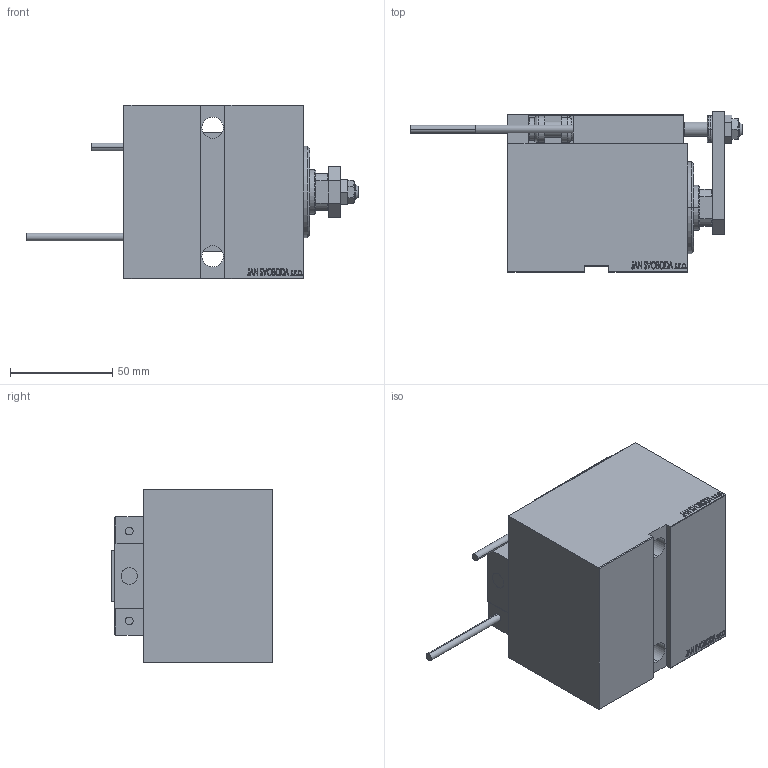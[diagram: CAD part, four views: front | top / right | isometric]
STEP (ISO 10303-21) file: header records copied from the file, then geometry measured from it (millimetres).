
FILE_DESCRIPTION (( 'STEP AP203' ), '1' );
FILE_NAME ('2445.STEP', '2021-03-19T08:29:51', ( '' ), ( '' ), 'SwSTEP 2.0', 'SolidWorks 2019', '' );
FILE_SCHEMA (( 'CONFIG_CONTROL_DESIGN' ));
Length unit declared in the file: millimetre
Products named in the file (16): V450CM_E_VCP 0676dcf9610f908d60024e6190b04a6d; ALLEN BOLT D5 0676dcf9610f908d60024e6190b04a6d; NUT_D10 0676dcf9610f908d60024e6190b04a6d; ALLEN BOLT D8 0676dcf9610f908d60024e6190b04a6d; MAGNET 0676dcf9610f908d60024e6190b04a6d; NUT_D12 0676dcf9610f908d60024e6190b04a6d; SWITCH DIM B,W 0676dcf9610f908d60024e6190b04a6d; SWITCH_X_FRONT_BACK 0676dcf9610f908d60024e6190b04a6d; Block 0676dcf9610f908d60024e6190b04a6d; SWITCH X 0676dcf9610f908d60024e6190b04a6d; 2445; KONCOVKA 0676dcf9610f908d60024e6190b04a6d; V450CM_E 0676dcf9610f908d60024e6190b04a6d; ZARAZKA 0676dcf9610f908d60024e6190b04a6d; V450CM_VC_B 0676dcf9610f908d60024e6190b04a6d; TYC_L79 0676dcf9610f908d60024e6190b04a6d
Assembly tree (25 placements, depth 3):
  2445
    V450CM_E 0676dcf9610f908d60024e6190b04a6d
    V450CM_E_VCP 0676dcf9610f908d60024e6190b04a6d
    V450CM_VC_B 0676dcf9610f908d60024e6190b04a6d
    SWITCH X 0676dcf9610f908d60024e6190b04a6d
      SWITCH_X_FRONT_BACK 0676dcf9610f908d60024e6190b04a6d  x2
      TYC_L79 0676dcf9610f908d60024e6190b04a6d
      Block 0676dcf9610f908d60024e6190b04a6d  x2
      ALLEN BOLT D5 0676dcf9610f908d60024e6190b04a6d  x4
      ALLEN BOLT D8 0676dcf9610f908d60024e6190b04a6d  x4
      MAGNET 0676dcf9610f908d60024e6190b04a6d  x2
      KONCOVKA 0676dcf9610f908d60024e6190b04a6d  x2
    SWITCH DIM B,W 0676dcf9610f908d60024e6190b04a6d
    ZARAZKA 0676dcf9610f908d60024e6190b04a6d
    NUT_D10 0676dcf9610f908d60024e6190b04a6d
    NUT_D12 0676dcf9610f908d60024e6190b04a6d
Bounding box: 162.7 x 78.5 x 85 mm (x, y, z)
Volume: 470325.6 mm3; surface area: 95795.7 mm2
Topology: 24 solids, 24 shells, 1288 faces, 3082 edges, 1970 vertices
Faces by surface type: plane 571, bspline 380, cylinder 176, cone 113, torus 44, sphere 4
Entity records: 49853 total; most frequent: CARTESIAN_POINT 25386, ORIENTED_EDGE 5184, DIRECTION 3465, EDGE_CURVE 2592, VERTEX_POINT 1694, LINE 1503, VECTOR 1503, EDGE_LOOP 1192
